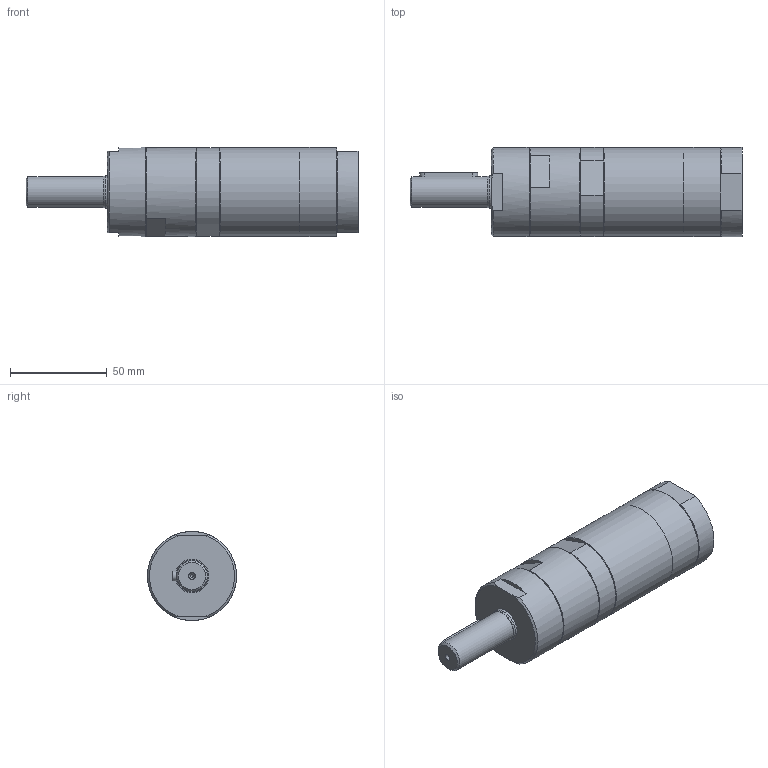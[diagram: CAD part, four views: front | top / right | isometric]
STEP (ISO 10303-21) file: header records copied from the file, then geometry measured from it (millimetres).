
FILE_DESCRIPTION((''),'2;1');
FILE_NAME('MUD 53-1000_60025275.stp','2012-07-17T16:15:28',('ibasyouni'),(''),'Autodesk Inventor 2012','Autodesk Inventor 2012','');
FILE_SCHEMA(('AUTOMOTIVE_DESIGN { 1 0 10303 214 1 1 1 1 }'));
Length unit declared in the file: millimetre
Products named in the file (1): MUD 53-171
Bounding box: 171.5 x 46 x 46 mm (x, y, z)
Volume: 215182.1 mm3; surface area: 27764.1 mm2
Topology: 1 solids, 1 shells, 135 faces, 330 edges, 213 vertices
Faces by surface type: plane 92, cylinder 18, cone 18, bspline 7
Full cylindrical faces by diameter (mm): 1.6 x1, 11.445 x2, 16 x1, 16.95 x1, 17.5 x1, 18.631 x1, 38.16 x1, 46 x4
Entity records: 3824 total; most frequent: CARTESIAN_POINT 797, ORIENTED_EDGE 598, DIRECTION 586, EDGE_CURVE 299, VECTOR 206, LINE 206, VERTEX_POINT 205, AXIS2_PLACEMENT_3D 190
